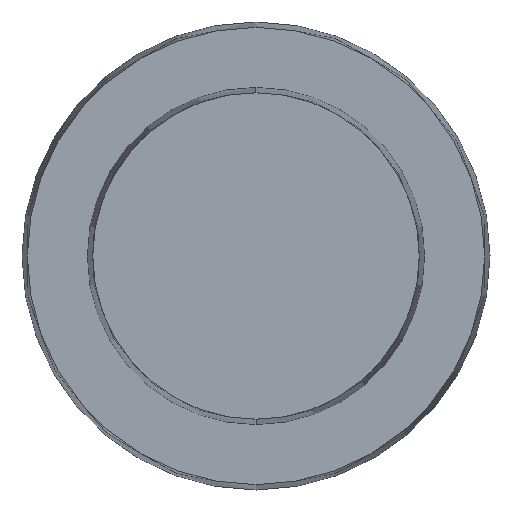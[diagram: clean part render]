
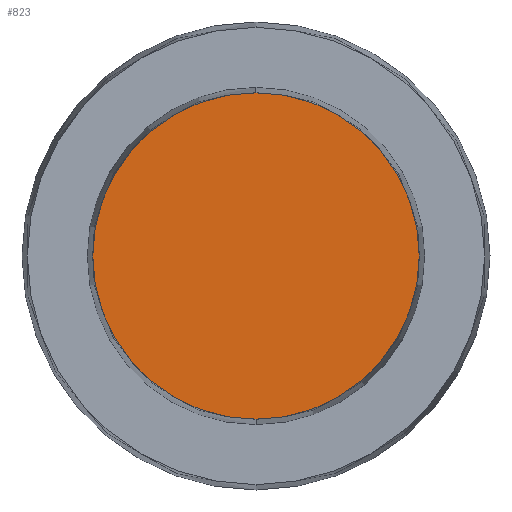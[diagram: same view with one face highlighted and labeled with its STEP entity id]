
A CAD part, front view. The second image highlights one B-rep face of the part: STEP entity #823.
In plain terms, the highlighted planar face has unit normal (0, -1, 0).
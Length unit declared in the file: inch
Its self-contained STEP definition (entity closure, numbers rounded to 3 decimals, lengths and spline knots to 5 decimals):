
#69 = DIRECTION ( 'NONE',  ( 0., 0., -1. ) ) ;
#113 = AXIS2_PLACEMENT_3D ( 'NONE', #368, #884, #69 ) ;
#116 = DIRECTION ( 'NONE',  ( 0., 0., -1. ) ) ;
#187 = AXIS2_PLACEMENT_3D ( 'NONE', #363, #213, #816 ) ;
#213 = DIRECTION ( 'NONE',  ( 0., -1., 0. ) ) ;
#265 = CARTESIAN_POINT ( 'NONE',  ( 0., -0.2, 0. ) ) ;
#270 = CIRCLE ( 'NONE', #187, 0.05337 ) ;
#294 = CIRCLE ( 'NONE', #113, 0.05337 ) ;
#363 = CARTESIAN_POINT ( 'NONE',  ( 0., -0.2, 0. ) ) ;
#368 = CARTESIAN_POINT ( 'NONE',  ( 0., -0.2, 0. ) ) ;
#406 = PLANE ( 'NONE',  #555 ) ;
#422 = EDGE_CURVE ( 'NONE', #814, #846, #294, .T. ) ;
#445 = CARTESIAN_POINT ( 'NONE',  ( 0., -0.2, -0.05337 ) ) ;
#555 = AXIS2_PLACEMENT_3D ( 'NONE', #265, #791, #116 ) ;
#562 = ORIENTED_EDGE ( 'NONE', *, *, #422, .T. ) ;
#575 = EDGE_LOOP ( 'NONE', ( #859, #562 ) ) ;
#703 = FACE_OUTER_BOUND ( 'NONE', #575, .T. ) ;
#775 = CARTESIAN_POINT ( 'NONE',  ( 0., -0.2, 0.05337 ) ) ;
#791 = DIRECTION ( 'NONE',  ( 0., -1., 0. ) ) ;
#814 = VERTEX_POINT ( 'NONE', #775 ) ;
#816 = DIRECTION ( 'NONE',  ( 0., 0., -1. ) ) ;
#823 = ADVANCED_FACE ( 'NONE', ( #703 ), #406, .T. ) ;
#846 = VERTEX_POINT ( 'NONE', #445 ) ;
#859 = ORIENTED_EDGE ( 'NONE', *, *, #961, .T. ) ;
#884 = DIRECTION ( 'NONE',  ( 0., -1., 0. ) ) ;
#961 = EDGE_CURVE ( 'NONE', #846, #814, #270, .T. ) ;
